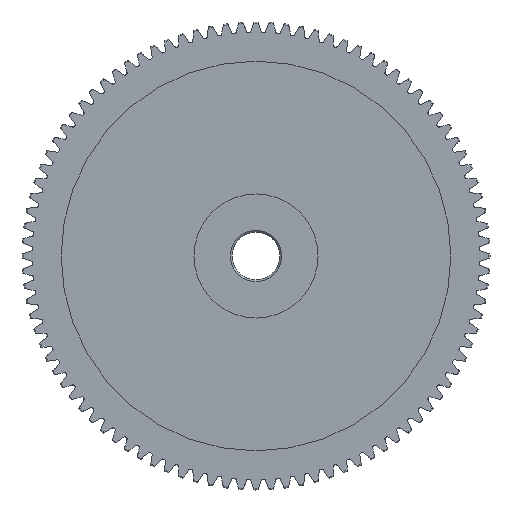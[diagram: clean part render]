
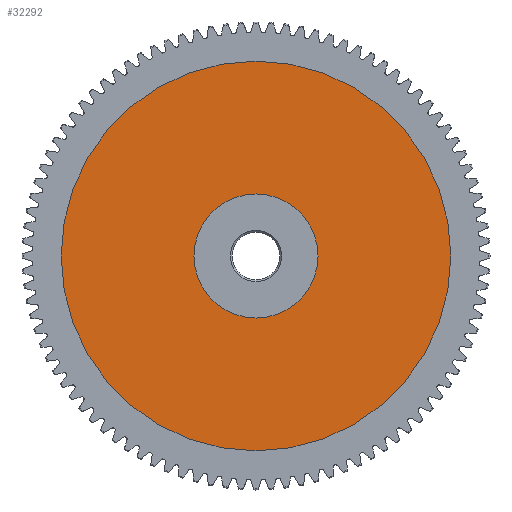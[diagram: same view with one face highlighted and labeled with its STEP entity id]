
A CAD part, left-side view. The second image highlights one B-rep face of the part: STEP entity #32292.
In plain terms, the highlighted planar face has unit normal (-1, 0, 0).
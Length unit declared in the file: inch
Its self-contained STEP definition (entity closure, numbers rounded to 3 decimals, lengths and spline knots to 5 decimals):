
#14201=CARTESIAN_POINT('',(-0.0466,0.,0.));
#14202=DIRECTION('',(1.,0.,0.));
#14203=DIRECTION('',(0.,0.,1.));
#14204=AXIS2_PLACEMENT_3D('',#14201,#14202,#14203);
#14206=CARTESIAN_POINT('',(-0.0466,0.,0.));
#14207=DIRECTION('',(1.,0.,0.));
#14208=DIRECTION('',(0.,0.,-1.));
#14209=AXIS2_PLACEMENT_3D('',#14206,#14207,#14208);
#14211=CARTESIAN_POINT('',(-0.0466,0.,0.));
#14212=DIRECTION('',(-1.,0.,0.));
#14213=DIRECTION('',(0.,0.,1.));
#14214=AXIS2_PLACEMENT_3D('',#14211,#14212,#14213);
#14216=CARTESIAN_POINT('',(-0.0466,0.,0.));
#14217=DIRECTION('',(-1.,0.,0.));
#14218=DIRECTION('',(0.,0.,-1.));
#14219=AXIS2_PLACEMENT_3D('',#14216,#14217,#14218);
#16981=CARTESIAN_POINT('',(-0.0466,0.,0.406));
#16982=CARTESIAN_POINT('',(-0.0466,0.,-0.406));
#16983=VERTEX_POINT('',#16981);
#16984=VERTEX_POINT('',#16982);
#16985=CARTESIAN_POINT('',(-0.0466,0.,1.275));
#16986=CARTESIAN_POINT('',(-0.0466,0.,-1.275));
#16987=VERTEX_POINT('',#16985);
#16988=VERTEX_POINT('',#16986);
#32277=CARTESIAN_POINT('',(-0.0466,0.,0.));
#32278=DIRECTION('',(-1.,0.,0.));
#32279=DIRECTION('',(0.,0.,1.));
#32280=AXIS2_PLACEMENT_3D('',#32277,#32278,#32279);
#32281=PLANE('',#32280);
#32283=ORIENTED_EDGE('',*,*,#32282,.F.);
#32285=ORIENTED_EDGE('',*,*,#32284,.F.);
#32286=EDGE_LOOP('',(#32283,#32285));
#32287=FACE_OUTER_BOUND('',#32286,.F.);
#32288=ORIENTED_EDGE('',*,*,#32257,.F.);
#32289=ORIENTED_EDGE('',*,*,#32271,.F.);
#32290=EDGE_LOOP('',(#32288,#32289));
#32291=FACE_BOUND('',#32290,.F.);
#32292=ADVANCED_FACE('',(#32287,#32291),#32281,.T.);
#14205=CIRCLE('',#14204,0.406);
#14210=CIRCLE('',#14209,0.406);
#14215=CIRCLE('',#14214,1.275);
#14220=CIRCLE('',#14219,1.275);
#32257=EDGE_CURVE('',#16983,#16984,#14205,.T.);
#32271=EDGE_CURVE('',#16984,#16983,#14210,.T.);
#32282=EDGE_CURVE('',#16987,#16988,#14215,.T.);
#32284=EDGE_CURVE('',#16988,#16987,#14220,.T.);
